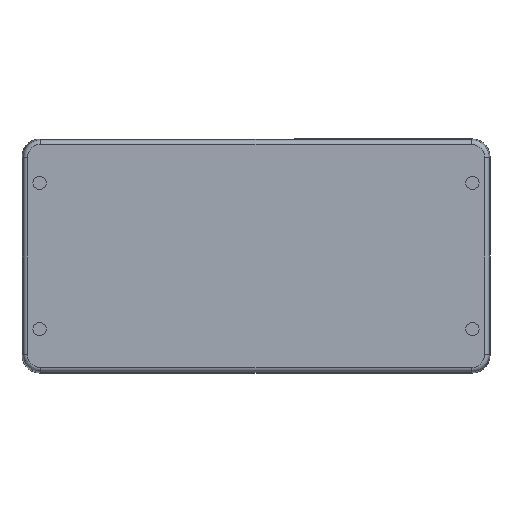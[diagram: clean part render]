
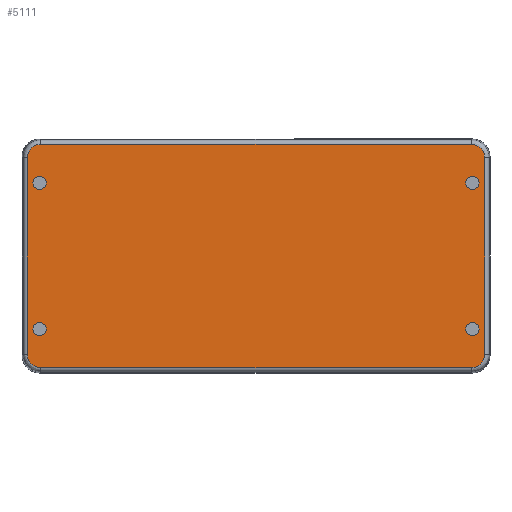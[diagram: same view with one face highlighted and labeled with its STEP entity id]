
A CAD part, left-side view. The second image highlights one B-rep face of the part: STEP entity #5111.
In plain terms, the highlighted planar face has unit normal (-1, 0, 0).
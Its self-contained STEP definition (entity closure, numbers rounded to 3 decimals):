
#168=ELLIPSE('',#5726,0.45,0.45);
#169=ELLIPSE('',#5728,0.45,0.45);
#172=ELLIPSE('',#5736,0.45,0.45);
#173=ELLIPSE('',#5738,0.45,0.45);
#356=LINE('',#8922,#652);
#358=LINE('',#9038,#654);
#359=LINE('',#9043,#655);
#362=LINE('',#9157,#658);
#652=VECTOR('',#7103,6.733);
#654=VECTOR('',#7121,14.733);
#655=VECTOR('',#7126,14.733);
#658=VECTOR('',#7143,6.733);
#834=PLANE('',#5747);
#967=FACE_BOUND('',#1626,.T.);
#968=FACE_BOUND('',#1627,.T.);
#969=FACE_BOUND('',#1628,.T.);
#970=FACE_BOUND('',#1629,.T.);
#1220=FACE_OUTER_BOUND('',#1625,.T.);
#1625=EDGE_LOOP('',(#4205,#4206,#4207,#4208,#4209,#4210,#4211,#4212));
#1626=EDGE_LOOP('',(#4213));
#1627=EDGE_LOOP('',(#4214));
#1628=EDGE_LOOP('',(#4215));
#1629=EDGE_LOOP('',(#4216));
#2046=CIRCLE('',#5698,0.225);
#2050=CIRCLE('',#5704,0.225);
#2054=CIRCLE('',#5710,0.225);
#2058=CIRCLE('',#5716,0.225);
#2446=VERTEX_POINT('',#8875);
#2450=VERTEX_POINT('',#8885);
#2454=VERTEX_POINT('',#8895);
#2458=VERTEX_POINT('',#8905);
#2462=VERTEX_POINT('',#8915);
#2465=VERTEX_POINT('',#8920);
#2466=VERTEX_POINT('',#8973);
#2469=VERTEX_POINT('',#9029);
#2470=VERTEX_POINT('',#9034);
#2473=VERTEX_POINT('',#9041);
#2474=VERTEX_POINT('',#9095);
#2477=VERTEX_POINT('',#9151);
#3057=EDGE_CURVE('',#2446,#2446,#2046,.T.);
#3061=EDGE_CURVE('',#2450,#2450,#2050,.T.);
#3065=EDGE_CURVE('',#2454,#2454,#2054,.T.);
#3069=EDGE_CURVE('',#2458,#2458,#2058,.T.);
#3076=EDGE_CURVE('',#2465,#2462,#356,.T.);
#3079=EDGE_CURVE('',#2462,#2466,#168,.T.);
#3081=EDGE_CURVE('',#2469,#2465,#169,.T.);
#3085=EDGE_CURVE('',#2466,#2470,#358,.T.);
#3087=EDGE_CURVE('',#2473,#2469,#359,.T.);
#3091=EDGE_CURVE('',#2470,#2474,#172,.T.);
#3093=EDGE_CURVE('',#2477,#2473,#173,.T.);
#3096=EDGE_CURVE('',#2474,#2477,#362,.T.);
#4205=ORIENTED_EDGE('',*,*,#3076,.F.);
#4206=ORIENTED_EDGE('',*,*,#3081,.F.);
#4207=ORIENTED_EDGE('',*,*,#3087,.F.);
#4208=ORIENTED_EDGE('',*,*,#3093,.F.);
#4209=ORIENTED_EDGE('',*,*,#3096,.F.);
#4210=ORIENTED_EDGE('',*,*,#3091,.F.);
#4211=ORIENTED_EDGE('',*,*,#3085,.F.);
#4212=ORIENTED_EDGE('',*,*,#3079,.F.);
#4213=ORIENTED_EDGE('',*,*,#3057,.T.);
#4214=ORIENTED_EDGE('',*,*,#3061,.T.);
#4215=ORIENTED_EDGE('',*,*,#3065,.T.);
#4216=ORIENTED_EDGE('',*,*,#3069,.T.);
#5111=ADVANCED_FACE('',(#1220,#967,#968,#969,#970),#834,.T.);
#5698=AXIS2_PLACEMENT_3D('',#8876,#7050,#7051);
#5704=AXIS2_PLACEMENT_3D('',#8886,#7062,#7063);
#5710=AXIS2_PLACEMENT_3D('',#8896,#7074,#7075);
#5716=AXIS2_PLACEMENT_3D('',#8906,#7086,#7087);
#5726=AXIS2_PLACEMENT_3D('',#8977,#7108,#7109);
#5728=AXIS2_PLACEMENT_3D('',#9031,#7112,#7113);
#5736=AXIS2_PLACEMENT_3D('',#9099,#7132,#7133);
#5738=AXIS2_PLACEMENT_3D('',#9153,#7136,#7137);
#5747=AXIS2_PLACEMENT_3D('',#9176,#7163,#7164);
#7050=DIRECTION('center_axis',(1.,0.,0.));
#7051=DIRECTION('ref_axis',(0.,0.,-1.));
#7062=DIRECTION('center_axis',(1.,0.,0.));
#7063=DIRECTION('ref_axis',(0.,0.,-1.));
#7074=DIRECTION('center_axis',(1.,0.,0.));
#7075=DIRECTION('ref_axis',(0.,0.,-1.));
#7086=DIRECTION('center_axis',(1.,0.,0.));
#7087=DIRECTION('ref_axis',(0.,0.,-1.));
#7103=DIRECTION('',(0.,0.,-1.));
#7108=DIRECTION('center_axis',(1.,0.,0.));
#7109=DIRECTION('ref_axis',(0.,-0.707,-0.707));
#7112=DIRECTION('center_axis',(1.,0.,0.));
#7113=DIRECTION('ref_axis',(0.,-0.707,0.707));
#7121=DIRECTION('',(0.,1.,0.));
#7126=DIRECTION('',(0.,-1.,0.));
#7132=DIRECTION('center_axis',(1.,0.,0.));
#7133=DIRECTION('ref_axis',(0.,0.707,-0.707));
#7136=DIRECTION('center_axis',(1.,0.,0.));
#7137=DIRECTION('ref_axis',(0.,0.707,0.707));
#7143=DIRECTION('',(0.,0.,1.));
#7163=DIRECTION('center_axis',(-1.,0.,0.));
#7164=DIRECTION('ref_axis',(0.,0.,1.));
#8875=CARTESIAN_POINT('',(41.157,30.759,1.725));
#8876=CARTESIAN_POINT('Origin',(41.157,30.759,1.5));
#8885=CARTESIAN_POINT('',(41.157,45.559,1.725));
#8886=CARTESIAN_POINT('Origin',(41.157,45.559,1.5));
#8895=CARTESIAN_POINT('',(41.157,30.759,6.725));
#8896=CARTESIAN_POINT('Origin',(41.157,30.759,6.5));
#8905=CARTESIAN_POINT('',(41.157,45.559,6.725));
#8906=CARTESIAN_POINT('Origin',(41.157,45.559,6.5));
#8915=CARTESIAN_POINT('',(41.157,30.342,0.634));
#8920=CARTESIAN_POINT('',(41.157,30.342,7.366));
#8922=CARTESIAN_POINT('',(41.157,30.342,7.366));
#8973=CARTESIAN_POINT('',(41.157,30.792,0.184));
#8977=CARTESIAN_POINT('Origin',(41.157,30.792,0.634));
#9029=CARTESIAN_POINT('',(41.157,30.792,7.816));
#9031=CARTESIAN_POINT('Origin',(41.157,30.792,7.366));
#9034=CARTESIAN_POINT('',(41.157,45.525,0.184));
#9038=CARTESIAN_POINT('',(41.157,30.792,0.184));
#9041=CARTESIAN_POINT('',(41.157,45.525,7.816));
#9043=CARTESIAN_POINT('',(41.157,45.525,7.816));
#9095=CARTESIAN_POINT('',(41.157,45.975,0.634));
#9099=CARTESIAN_POINT('Origin',(41.157,45.525,0.634));
#9151=CARTESIAN_POINT('',(41.157,45.975,7.366));
#9153=CARTESIAN_POINT('Origin',(41.157,45.525,7.366));
#9157=CARTESIAN_POINT('',(41.157,45.975,0.634));
#9176=CARTESIAN_POINT('Origin',(41.157,30.194,0.));
